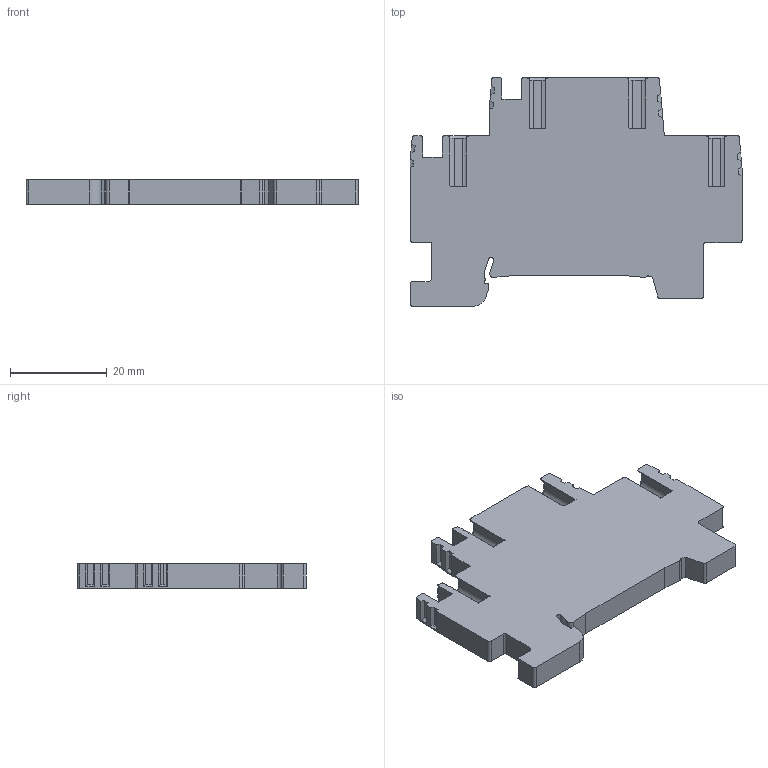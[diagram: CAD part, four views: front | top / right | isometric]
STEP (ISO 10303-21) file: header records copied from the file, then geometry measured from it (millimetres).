
FILE_DESCRIPTION((''),'2;1');
FILE_NAME('PRKD2-5_ISO','2019-09-20T',('Christian Carl'),(''),'CREO PARAMETRIC BY PTC INC, 2016380','CREO PARAMETRIC BY PTC INC, 2016380','');
FILE_SCHEMA(('CONFIG_CONTROL_DESIGN'));
Length unit declared in the file: millimetre
Products named in the file (1): PRKD2-5_ISO
Bounding box: 68.65 x 47.2 x 5.1 mm (x, y, z)
Volume: 10444.9 mm3; surface area: 7734.9 mm2
Topology: 1 solids, 1 shells, 334 faces, 940 edges, 618 vertices
Faces by surface type: plane 230, cylinder 87, cone 16, bspline 1
Entity records: 10828 total; most frequent: CARTESIAN_POINT 2014, ORIENTED_EDGE 1880, DIRECTION 1780, EDGE_CURVE 940, VECTOR 728, LINE 728, VERTEX_POINT 618, AXIS2_PLACEMENT_3D 526
